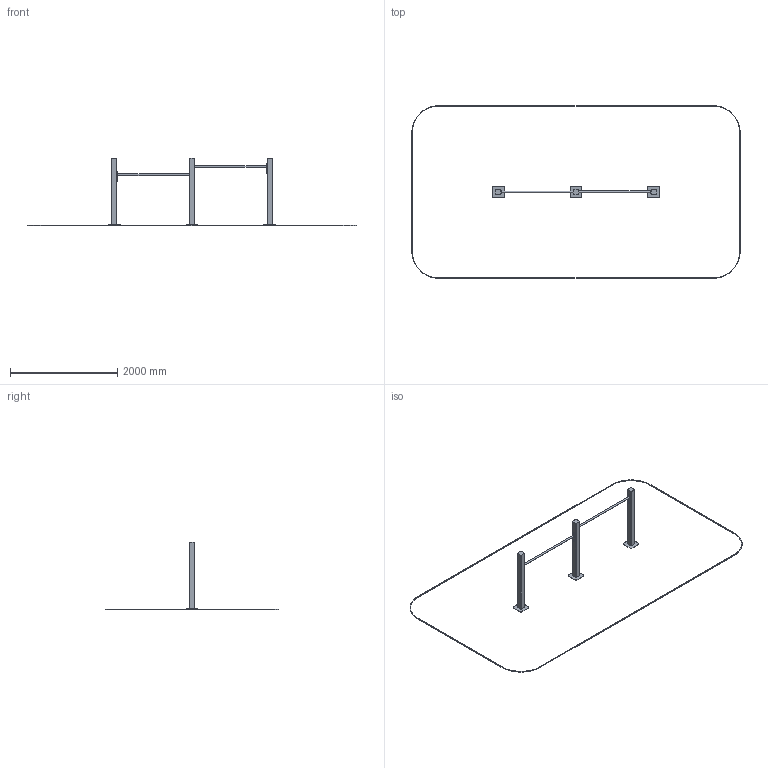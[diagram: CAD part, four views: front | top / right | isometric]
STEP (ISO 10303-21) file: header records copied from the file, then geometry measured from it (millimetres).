
FILE_DESCRIPTION(('STEP AP214'), '1');
FILE_NAME('韭 鈿魵靏鶴韜', '', ('UNSPECIFIED'), ('UNSPECIFIED'), 'C3D Converter', 'C3D Toolkit', '');
FILE_SCHEMA(('AUTOMOTIVE_DESIGN { 1 0 10303 214 3 1 1}'));
Length unit declared in the file: millimetre
Assembly tree (17 placements, depth 3):
  (unnamed)
    (unnamed)
      (unnamed)
      (unnamed)
      (unnamed)
    (unnamed)  x2
      (unnamed)
      (unnamed)
    (unnamed)
      (unnamed)
      (unnamed)
      (unnamed)
    (unnamed)
      (unnamed)
      (unnamed)
      (unnamed)
Bounding box: 6120 x 3220 x 1252 mm (x, y, z)
Volume: 9202621.9 mm3; surface area: 4498526.7 mm2
Topology: 16 solids, 16 shells, 152 faces, 360 edges, 240 vertices
Faces by surface type: plane 96, cylinder 56
Full cylindrical faces by diameter (mm): 27.9 x2, 33.5 x2
Entity records: 3095 total; most frequent: DIRECTION 356, CARTESIAN_POINT 328, ORIENTED_EDGE 296, EDGE_CURVE 148, AXIS2_PLACEMENT_3D 128, VERTEX_POINT 100, LINE 100, VECTOR 100
